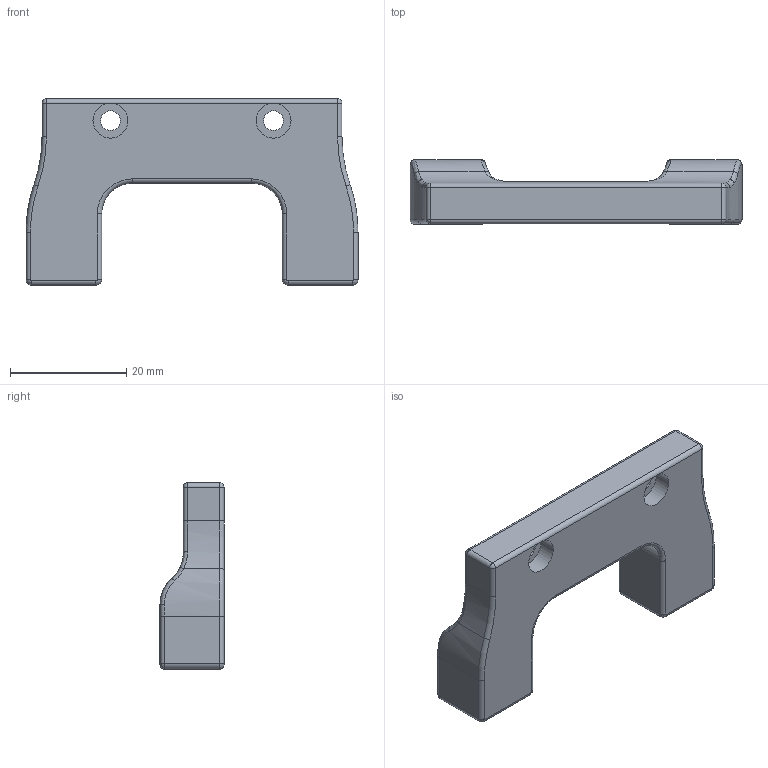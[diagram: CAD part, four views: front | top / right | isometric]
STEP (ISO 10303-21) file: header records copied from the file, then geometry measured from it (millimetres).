
FILE_DESCRIPTION(/* description */ (''),/* implementation_level */ '2;1');
FILE_NAME(/* name */ 'sigma_adaptor_2_v2.step',/* time_stamp */ '2022-04-17T18:02:17+03:00',/* author */ (''),/* organization */ (''),/* preprocessor_version */ 'ST-DEVELOPER v18.1',/* originating_system */ 'Autodesk Translation Framework v10.14.0.1471',/* authorisation */ '');
FILE_SCHEMA (('AUTOMOTIVE_DESIGN { 1 0 10303 214 3 1 1 }'));
Length unit declared in the file: millimetre
Products named in the file (1): sigma-adaptor-2_v2
Bounding box: 57 x 11 x 32 mm (x, y, z)
Volume: 9807 mm3; surface area: 4244.9 mm2
Topology: 1 solids, 1 shells, 89 faces, 201 edges, 114 vertices
Faces by surface type: cylinder 39, bspline 18, plane 16, torus 12, sphere 4
Full cylindrical faces by diameter (mm): 3.4 x2, 6 x2
Entity records: 2795 total; most frequent: CARTESIAN_POINT 791, DIRECTION 433, ORIENTED_EDGE 402, EDGE_CURVE 201, AXIS2_PLACEMENT_3D 180, VERTEX_POINT 114, CIRCLE 108, EDGE_LOOP 93
